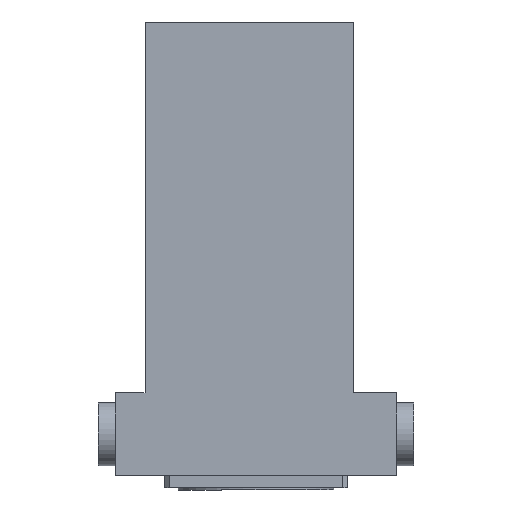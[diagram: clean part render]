
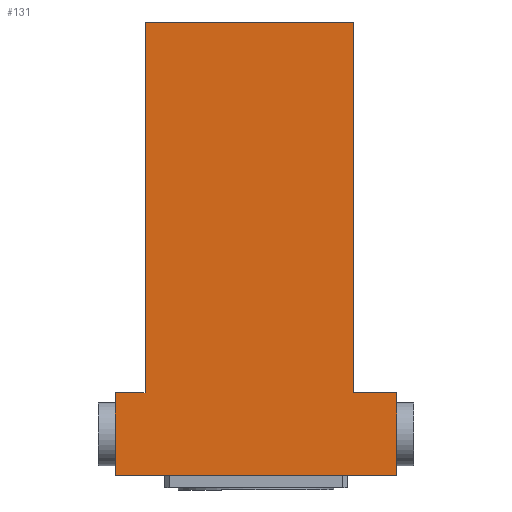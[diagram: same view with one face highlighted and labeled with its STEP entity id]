
A CAD part, left-side view. The second image highlights one B-rep face of the part: STEP entity #131.
In plain terms, the highlighted planar face has unit normal (-1, 0, 0).
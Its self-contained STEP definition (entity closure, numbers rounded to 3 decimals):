
#82=FACE_OUTER_BOUND('',#472,.T.);
#131=ADVANCED_FACE('',(#82),#184,.T.);
#184=PLANE('',#1126);
#243=LINE('',#1661,#332);
#248=LINE('',#1672,#337);
#259=LINE('',#1706,#348);
#260=LINE('',#1709,#349);
#261=LINE('',#1710,#350);
#262=LINE('',#1712,#351);
#263=LINE('',#1714,#352);
#264=LINE('',#1715,#353);
#332=VECTOR('',#1313,1.);
#337=VECTOR('',#1320,1.);
#348=VECTOR('',#1353,1.);
#349=VECTOR('',#1354,1.);
#350=VECTOR('',#1355,1.);
#351=VECTOR('',#1356,1.);
#352=VECTOR('',#1357,1.);
#353=VECTOR('',#1358,1.);
#472=EDGE_LOOP('',(#646,#647,#648,#649,#650,#651,#652,#653));
#646=ORIENTED_EDGE('',*,*,#966,.F.);
#647=ORIENTED_EDGE('',*,*,#967,.F.);
#648=ORIENTED_EDGE('',*,*,#943,.F.);
#649=ORIENTED_EDGE('',*,*,#968,.F.);
#650=ORIENTED_EDGE('',*,*,#969,.T.);
#651=ORIENTED_EDGE('',*,*,#970,.T.);
#652=ORIENTED_EDGE('',*,*,#948,.T.);
#653=ORIENTED_EDGE('',*,*,#971,.T.);
#834=VERTEX_POINT('',#1660);
#835=VERTEX_POINT('',#1662);
#837=VERTEX_POINT('',#1667);
#839=VERTEX_POINT('',#1671);
#852=VERTEX_POINT('',#1707);
#853=VERTEX_POINT('',#1708);
#854=VERTEX_POINT('',#1711);
#855=VERTEX_POINT('',#1713);
#943=EDGE_CURVE('',#834,#835,#243,.T.);
#948=EDGE_CURVE('',#837,#839,#248,.T.);
#966=EDGE_CURVE('',#852,#853,#259,.T.);
#967=EDGE_CURVE('',#835,#852,#260,.T.);
#968=EDGE_CURVE('',#854,#834,#261,.T.);
#969=EDGE_CURVE('',#854,#855,#262,.T.);
#970=EDGE_CURVE('',#855,#837,#263,.T.);
#971=EDGE_CURVE('',#839,#853,#264,.T.);
#1126=AXIS2_PLACEMENT_3D('',#1716,#1359,#1360);
#1313=DIRECTION('',(0.,-1.,0.));
#1320=DIRECTION('',(0.,1.,0.));
#1353=DIRECTION('',(0.,1.,0.));
#1354=DIRECTION('',(0.,0.,-1.));
#1355=DIRECTION('',(0.,0.,-1.));
#1356=DIRECTION('',(0.,1.,0.));
#1357=DIRECTION('',(0.,0.,-1.));
#1358=DIRECTION('',(0.,0.,-1.));
#1359=DIRECTION('',(-1.,0.,0.));
#1360=DIRECTION('',(0.,0.,-1.));
#1660=CARTESIAN_POINT('',(-38.,0.,-76.35));
#1661=CARTESIAN_POINT('',(-38.,-9.,-76.35));
#1662=CARTESIAN_POINT('',(-38.,-9.,-76.35));
#1667=CARTESIAN_POINT('',(-38.,42.85,-76.35));
#1671=CARTESIAN_POINT('',(-38.,49.,-76.35));
#1672=CARTESIAN_POINT('',(-38.,49.,-76.35));
#1706=CARTESIAN_POINT('',(-38.,0.,-93.35));
#1707=CARTESIAN_POINT('',(-38.,-9.,-93.35));
#1708=CARTESIAN_POINT('',(-38.,49.,-93.35));
#1709=CARTESIAN_POINT('',(-38.,-9.,-76.35));
#1710=CARTESIAN_POINT('',(-38.,0.,0.));
#1711=CARTESIAN_POINT('',(-38.,0.,0.));
#1712=CARTESIAN_POINT('',(-38.,0.,0.));
#1713=CARTESIAN_POINT('',(-38.,42.85,0.));
#1714=CARTESIAN_POINT('',(-38.,42.85,0.));
#1715=CARTESIAN_POINT('',(-38.,49.,-76.35));
#1716=CARTESIAN_POINT('',(-38.,0.,0.));
